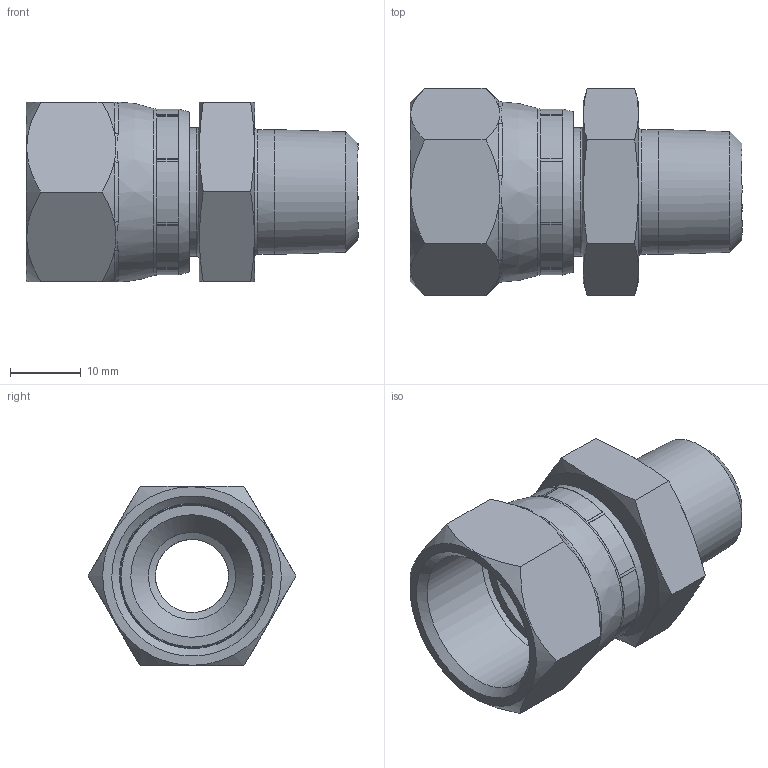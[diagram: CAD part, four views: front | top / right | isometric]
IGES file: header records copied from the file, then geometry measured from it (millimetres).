
Global section: file name: 10-6_f6x-s; native system: Autodesk Inventor 2016; preprocessor: unknown; author: ly28122; date: 20170822.134717; units: centimetre
Bounding box: 46.88 x 29.33 x 25.4 mm (x, y, z)
Volume: 11882.8 mm3; surface area: 7924.1 mm2
Topology: 1 solids, 1 shells, 116 faces, 302 edges, 181 vertices
Faces by surface type: bspline 116
